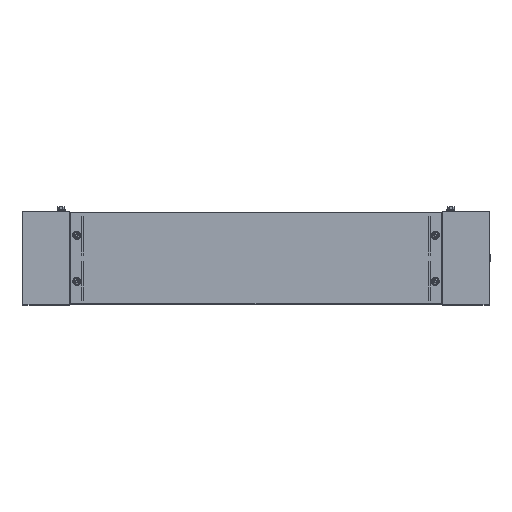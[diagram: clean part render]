
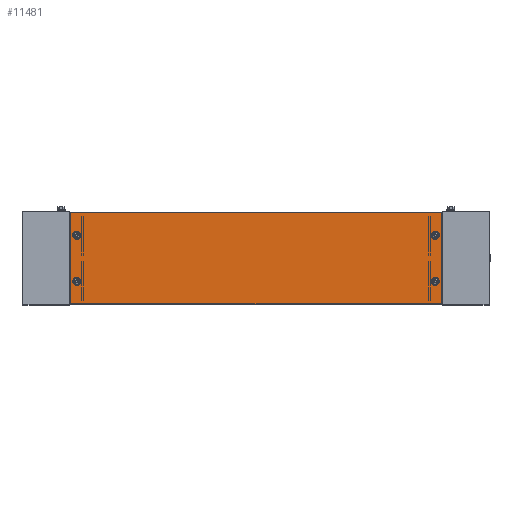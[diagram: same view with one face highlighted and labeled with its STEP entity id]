
A CAD part, top view. The second image highlights one B-rep face of the part: STEP entity #11481.
In plain terms, the highlighted face is planar.
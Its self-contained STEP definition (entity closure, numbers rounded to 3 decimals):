
#98 = AXIS2_PLACEMENT_3D ( 'NONE', #12145, #5155, #13337 ) ;
#249 = EDGE_LOOP ( 'NONE', ( #8458, #17814 ) ) ;
#420 = LINE ( 'NONE', #11696, #4119 ) ;
#460 = EDGE_CURVE ( 'NONE', #16255, #17851, #9101, .T. ) ;
#487 = CARTESIAN_POINT ( 'NONE',  ( 0., 0., 0. ) ) ;
#575 = FACE_BOUND ( 'NONE', #2642, .T. ) ;
#774 = DIRECTION ( 'NONE',  ( 0., 0., 1. ) ) ;
#786 = CIRCLE ( 'NONE', #12502, 7.691 ) ;
#921 = DIRECTION ( 'NONE',  ( 1., 0., 0. ) ) ;
#1243 = ORIENTED_EDGE ( 'NONE', *, *, #17168, .F. ) ;
#2115 = DIRECTION ( 'NONE',  ( -1., 0., 0. ) ) ;
#2134 = VERTEX_POINT ( 'NONE', #8655 ) ;
#2250 = EDGE_CURVE ( 'NONE', #7773, #11200, #2444, .T. ) ;
#2444 = CIRCLE ( 'NONE', #98, 7.691 ) ;
#2453 = CARTESIAN_POINT ( 'NONE',  ( 123.191, -149.5, 0. ) ) ;
#2546 = EDGE_CURVE ( 'NONE', #11803, #16370, #17997, .T. ) ;
#2642 = EDGE_LOOP ( 'NONE', ( #12538, #3909 ) ) ;
#3187 = DIRECTION ( 'NONE',  ( 0., 0., 1. ) ) ;
#3194 = CARTESIAN_POINT ( 'NONE',  ( 899., -199., 0. ) ) ;
#3229 = FACE_BOUND ( 'NONE', #249, .T. ) ;
#3358 = DIRECTION ( 'NONE',  ( 0., 1., 0. ) ) ;
#3415 = FACE_BOUND ( 'NONE', #15797, .T. ) ;
#3460 = DIRECTION ( 'NONE',  ( 1., 0., 0. ) ) ;
#3596 = DIRECTION ( 'NONE',  ( 0., 0., 1. ) ) ;
#3776 = VERTEX_POINT ( 'NONE', #16000 ) ;
#3909 = ORIENTED_EDGE ( 'NONE', *, *, #2546, .T. ) ;
#4086 = DIRECTION ( 'NONE',  ( 1., 0., 0. ) ) ;
#4119 = VECTOR ( 'NONE', #3358, 1000. ) ;
#4126 = AXIS2_PLACEMENT_3D ( 'NONE', #16606, #5196, #13648 ) ;
#4494 = CARTESIAN_POINT ( 'NONE',  ( 892.191, -149.5, 0. ) ) ;
#4542 = VERTEX_POINT ( 'NONE', #2453 ) ;
#4686 = DIRECTION ( 'NONE',  ( 1., 0., 0. ) ) ;
#4791 = CARTESIAN_POINT ( 'NONE',  ( 101., -1., 0. ) ) ;
#4846 = CARTESIAN_POINT ( 'NONE',  ( 892.191, -50.5, 0. ) ) ;
#4942 = CARTESIAN_POINT ( 'NONE',  ( 884.5, -149.5, 0. ) ) ;
#4969 = CARTESIAN_POINT ( 'NONE',  ( 115.5, -50.5, 0. ) ) ;
#5155 = DIRECTION ( 'NONE',  ( 0., 0., 1. ) ) ;
#5196 = DIRECTION ( 'NONE',  ( 0., 0., 1. ) ) ;
#5231 = DIRECTION ( 'NONE',  ( 1., 0., 0. ) ) ;
#5495 = VERTEX_POINT ( 'NONE', #17063 ) ;
#6342 = DIRECTION ( 'NONE',  ( 1., 0., 0. ) ) ;
#6571 = EDGE_CURVE ( 'NONE', #17851, #16255, #16939, .T. ) ;
#6843 = VERTEX_POINT ( 'NONE', #8842 ) ;
#6891 = EDGE_CURVE ( 'NONE', #2134, #5495, #11598, .T. ) ;
#7157 = VECTOR ( 'NONE', #14441, 1000. ) ;
#7274 = ORIENTED_EDGE ( 'NONE', *, *, #460, .T. ) ;
#7364 = ORIENTED_EDGE ( 'NONE', *, *, #6891, .F. ) ;
#7773 = VERTEX_POINT ( 'NONE', #17655 ) ;
#8106 = CARTESIAN_POINT ( 'NONE',  ( 123.191, -50.5, 0. ) ) ;
#8375 = ORIENTED_EDGE ( 'NONE', *, *, #10774, .T. ) ;
#8458 = ORIENTED_EDGE ( 'NONE', *, *, #2250, .T. ) ;
#8655 = CARTESIAN_POINT ( 'NONE',  ( 101., -1., 0. ) ) ;
#8756 = CIRCLE ( 'NONE', #13142, 7.691 ) ;
#8828 = FACE_OUTER_BOUND ( 'NONE', #16040, .T. ) ;
#8842 = CARTESIAN_POINT ( 'NONE',  ( 899., -1., 0. ) ) ;
#9073 = CARTESIAN_POINT ( 'NONE',  ( 101., -1., 0. ) ) ;
#9101 = CIRCLE ( 'NONE', #4126, 7.691 ) ;
#9339 = EDGE_LOOP ( 'NONE', ( #7274, #14156 ) ) ;
#9450 = DIRECTION ( 'NONE',  ( 0., 0., 1. ) ) ;
#9514 = DIRECTION ( 'NONE',  ( 0., 0., 1. ) ) ;
#9858 = VECTOR ( 'NONE', #2115, 1000. ) ;
#9980 = VECTOR ( 'NONE', #3460, 1000. ) ;
#10019 = ORIENTED_EDGE ( 'NONE', *, *, #12123, .F. ) ;
#10065 = AXIS2_PLACEMENT_3D ( 'NONE', #4942, #9450, #921 ) ;
#10435 = EDGE_CURVE ( 'NONE', #16370, #11803, #14908, .T. ) ;
#10569 = CARTESIAN_POINT ( 'NONE',  ( 884.5, -149.5, 0. ) ) ;
#10627 = CARTESIAN_POINT ( 'NONE',  ( 876.809, -50.5, 0. ) ) ;
#10774 = EDGE_CURVE ( 'NONE', #4542, #3776, #8756, .T. ) ;
#10910 = CARTESIAN_POINT ( 'NONE',  ( 876.809, -149.5, 0. ) ) ;
#11141 = AXIS2_PLACEMENT_3D ( 'NONE', #487, #11672, #4686 ) ;
#11200 = VERTEX_POINT ( 'NONE', #8106 ) ;
#11481 = ADVANCED_FACE ( 'NONE', ( #575, #3415, #15823, #3229, #8828 ), #14428, .F. ) ;
#11598 = LINE ( 'NONE', #4791, #7157 ) ;
#11628 = CARTESIAN_POINT ( 'NONE',  ( 101., -199., 0. ) ) ;
#11672 = DIRECTION ( 'NONE',  ( 0., 0., 1. ) ) ;
#11696 = CARTESIAN_POINT ( 'NONE',  ( 899., -1., 0. ) ) ;
#11803 = VERTEX_POINT ( 'NONE', #4494 ) ;
#11860 = ORIENTED_EDGE ( 'NONE', *, *, #16047, .T. ) ;
#12123 = EDGE_CURVE ( 'NONE', #5495, #13251, #17239, .T. ) ;
#12145 = CARTESIAN_POINT ( 'NONE',  ( 115.5, -50.5, 0. ) ) ;
#12502 = AXIS2_PLACEMENT_3D ( 'NONE', #4969, #774, #6342 ) ;
#12538 = ORIENTED_EDGE ( 'NONE', *, *, #10435, .T. ) ;
#13031 = LINE ( 'NONE', #9073, #9858 ) ;
#13142 = AXIS2_PLACEMENT_3D ( 'NONE', #17782, #9514, #4086 ) ;
#13251 = VERTEX_POINT ( 'NONE', #3194 ) ;
#13337 = DIRECTION ( 'NONE',  ( 1., 0., 0. ) ) ;
#13553 = EDGE_CURVE ( 'NONE', #13251, #6843, #420, .T. ) ;
#13589 = CARTESIAN_POINT ( 'NONE',  ( 115.5, -149.5, 0. ) ) ;
#13606 = CIRCLE ( 'NONE', #17124, 7.691 ) ;
#13648 = DIRECTION ( 'NONE',  ( 1., 0., 0. ) ) ;
#14014 = AXIS2_PLACEMENT_3D ( 'NONE', #10569, #3596, #5231 ) ;
#14156 = ORIENTED_EDGE ( 'NONE', *, *, #6571, .T. ) ;
#14428 = PLANE ( 'NONE',  #11141 ) ;
#14441 = DIRECTION ( 'NONE',  ( 0., -1., 0. ) ) ;
#14643 = ORIENTED_EDGE ( 'NONE', *, *, #13553, .F. ) ;
#14908 = CIRCLE ( 'NONE', #14014, 7.691 ) ;
#15166 = DIRECTION ( 'NONE',  ( 0., 0., 1. ) ) ;
#15797 = EDGE_LOOP ( 'NONE', ( #11860, #8375 ) ) ;
#15823 = FACE_BOUND ( 'NONE', #9339, .T. ) ;
#15961 = DIRECTION ( 'NONE',  ( 1., 0., 0. ) ) ;
#16000 = CARTESIAN_POINT ( 'NONE',  ( 107.809, -149.5, 0. ) ) ;
#16040 = EDGE_LOOP ( 'NONE', ( #7364, #1243, #14643, #10019 ) ) ;
#16047 = EDGE_CURVE ( 'NONE', #3776, #4542, #13606, .T. ) ;
#16255 = VERTEX_POINT ( 'NONE', #10627 ) ;
#16370 = VERTEX_POINT ( 'NONE', #10910 ) ;
#16606 = CARTESIAN_POINT ( 'NONE',  ( 884.5, -50.5, 0. ) ) ;
#16939 = CIRCLE ( 'NONE', #17818, 7.691 ) ;
#17063 = CARTESIAN_POINT ( 'NONE',  ( 101., -199., 0. ) ) ;
#17064 = EDGE_CURVE ( 'NONE', #11200, #7773, #786, .T. ) ;
#17124 = AXIS2_PLACEMENT_3D ( 'NONE', #13589, #15166, #18001 ) ;
#17168 = EDGE_CURVE ( 'NONE', #6843, #2134, #13031, .T. ) ;
#17239 = LINE ( 'NONE', #11628, #9980 ) ;
#17417 = CARTESIAN_POINT ( 'NONE',  ( 884.5, -50.5, 0. ) ) ;
#17655 = CARTESIAN_POINT ( 'NONE',  ( 107.809, -50.5, 0. ) ) ;
#17782 = CARTESIAN_POINT ( 'NONE',  ( 115.5, -149.5, 0. ) ) ;
#17814 = ORIENTED_EDGE ( 'NONE', *, *, #17064, .T. ) ;
#17818 = AXIS2_PLACEMENT_3D ( 'NONE', #17417, #3187, #15961 ) ;
#17851 = VERTEX_POINT ( 'NONE', #4846 ) ;
#17997 = CIRCLE ( 'NONE', #10065, 7.691 ) ;
#18001 = DIRECTION ( 'NONE',  ( 1., 0., 0. ) ) ;
